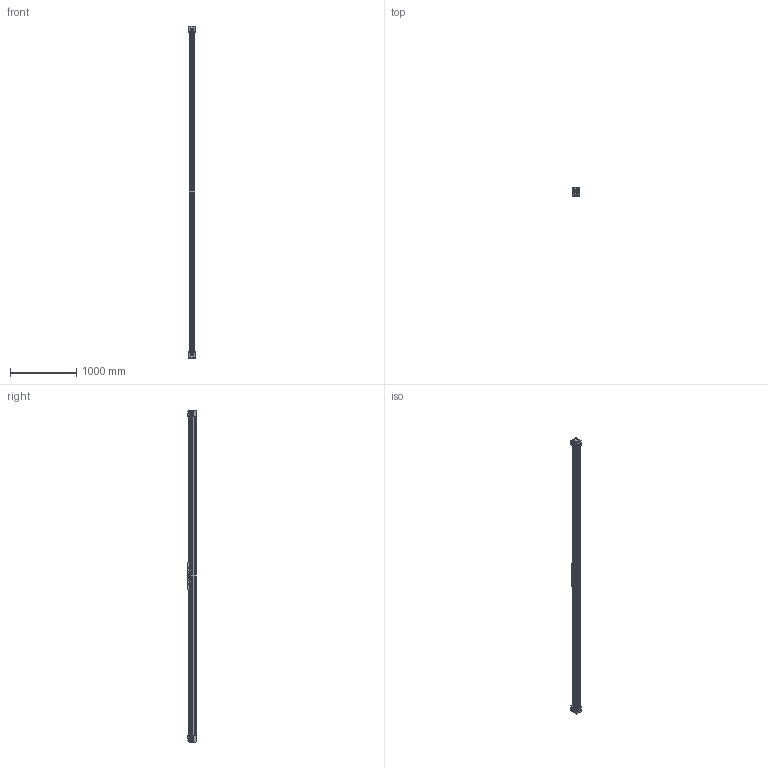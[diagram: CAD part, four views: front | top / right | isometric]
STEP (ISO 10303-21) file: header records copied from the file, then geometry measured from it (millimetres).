
FILE_DESCRIPTION (( 'STEP AP214' ), '1' );
FILE_NAME ('BLM80-4400-5024_Bondy.STEP', '2023-03-15T10:17:21', ( '' ), ( '' ), 'SwSTEP 2.0', 'SolidWorks 2023', '' );
FILE_SCHEMA (( 'AUTOMOTIVE_DESIGN' ));
Length unit declared in the file: millimetre
Products named in the file (1): BLM80-4400-5024_Bondy
Bounding box: 100 x 130 x 5024 mm (x, y, z)
Volume: 30980915.6 mm3; surface area: 4442022.7 mm2
Topology: 50 solids, 58 shells, 8422 faces, 24166 edges, 15966 vertices
Faces by surface type: plane 4928, cylinder 3166, torus 152, sphere 100, cone 52, bspline 24
Entity records: 373640 total; most frequent: CARTESIAN_POINT 54911, ORIENTED_EDGE 47724, DIRECTION 47322, EDGE_CURVE 23862, VECTOR 16628, LINE 16628, VERTEX_POINT 15774, AXIS2_PLACEMENT_3D 15347
